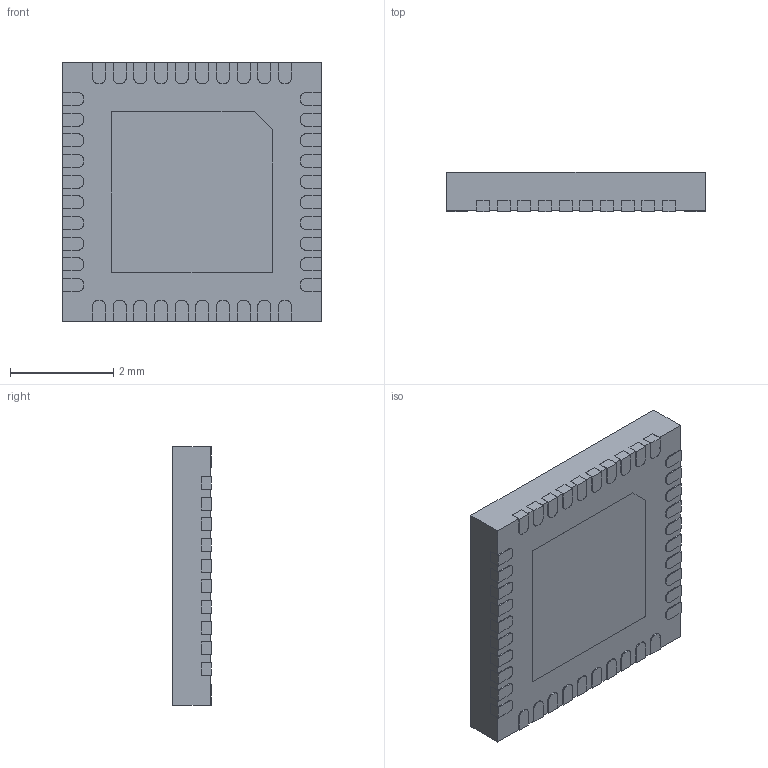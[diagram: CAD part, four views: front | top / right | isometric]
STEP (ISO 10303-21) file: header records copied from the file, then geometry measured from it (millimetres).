
FILE_DESCRIPTION (( 'STEP AP214' ), '1' );
FILE_NAME ('50EFD4FE-02C2-41D5-AFB3-58ABF072F78E.STEP', '2023-05-14T22:13:01', ( '' ), ( '' ), 'SwSTEP 2.0', 'SolidWorks 2022', '' );
FILE_SCHEMA (( 'AUTOMOTIVE_DESIGN' ));
Length unit declared in the file: millimetre
Products named in the file (1): 50EFD4FE-02C2-41D5-AFB3-58ABF072F78E
Bounding box: 5 x 0.75 x 5 mm (x, y, z)
Volume: 18.3 mm3; surface area: 65.7 mm2
Topology: 1 solids, 1 shells, 581 faces, 1668 edges, 1112 vertices
Faces by surface type: plane 437, cylinder 83, bspline 61
Entity records: 21521 total; most frequent: CARTESIAN_POINT 6387, ORIENTED_EDGE 3336, DIRECTION 2754, EDGE_CURVE 1668, VECTOR 1380, LINE 1380, VERTEX_POINT 1112, AXIS2_PLACEMENT_3D 687
